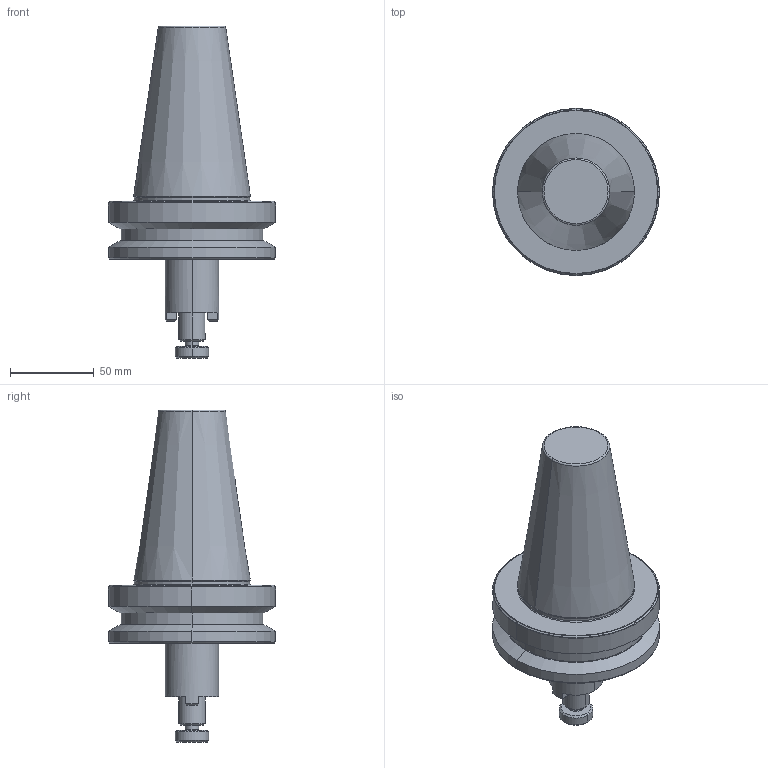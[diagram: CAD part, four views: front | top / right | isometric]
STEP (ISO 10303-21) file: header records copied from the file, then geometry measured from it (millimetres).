
FILE_DESCRIPTION (( 'STEP AP203' ), '1' );
FILE_NAME ('BT50 CSMA16 070.STEP', '2019-05-28T03:43:17', ( '' ), ( '' ), 'SwSTEP 2.0', 'SolidWorks 2014', '' );
FILE_SCHEMA (( 'CONFIG_CONTROL_DESIGN' ));
Length unit declared in the file: millimetre
Products named in the file (1): BT50 CSMA16 070
Bounding box: 100 x 100 x 198.8 mm (x, y, z)
Volume: 541874 mm3; surface area: 49642.6 mm2
Topology: 1 solids, 1 shells, 78 faces, 167 edges, 98 vertices
Faces by surface type: cone 22, cylinder 21, plane 21, torus 12, bspline 2
Entity records: 2362 total; most frequent: CARTESIAN_POINT 564, DIRECTION 397, ORIENTED_EDGE 334, AXIS2_PLACEMENT_3D 167, EDGE_CURVE 167, VERTEX_POINT 98, CIRCLE 90, EDGE_LOOP 85
